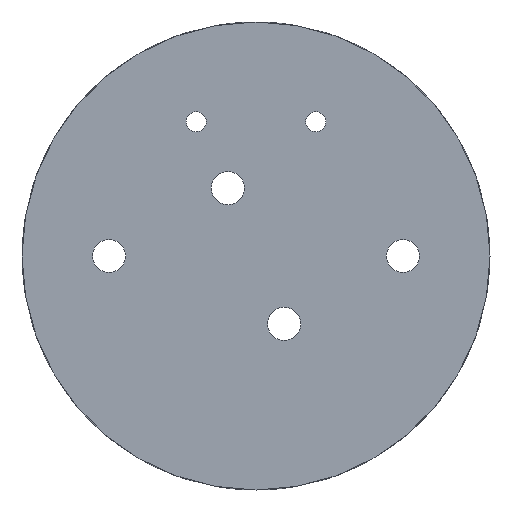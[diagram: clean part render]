
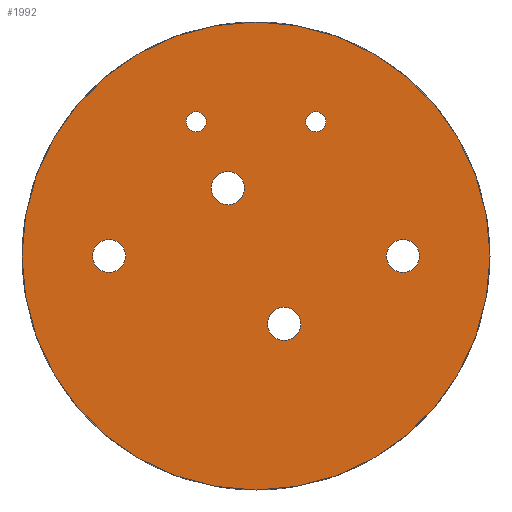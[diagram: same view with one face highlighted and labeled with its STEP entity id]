
A CAD part, front view. The second image highlights one B-rep face of the part: STEP entity #1992.
In plain terms, the highlighted planar face has unit normal (0, -1, 0).
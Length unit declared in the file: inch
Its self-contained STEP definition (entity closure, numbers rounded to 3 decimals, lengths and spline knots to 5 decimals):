
#31 = DIRECTION ( 'NONE',  ( 0., -1., 0. ) ) ;
#37 = EDGE_LOOP ( 'NONE', ( #862, #2322 ) ) ;
#41 = ORIENTED_EDGE ( 'NONE', *, *, #873, .F. ) ;
#57 = CARTESIAN_POINT ( 'NONE',  ( -0.50842, -0.08, 1.05718 ) ) ;
#75 = CARTESIAN_POINT ( 'NONE',  ( 0.50842, -0.08, 1.22668 ) ) ;
#92 = CARTESIAN_POINT ( 'NONE',  ( -1.25, -0.08, 0.1406 ) ) ;
#99 = AXIS2_PLACEMENT_3D ( 'NONE', #2206, #1047, #2948 ) ;
#161 = DIRECTION ( 'NONE',  ( 0., -1., 0. ) ) ;
#219 = EDGE_CURVE ( 'NONE', #1180, #1305, #2028, .T. ) ;
#275 = EDGE_CURVE ( 'NONE', #2407, #738, #3001, .T. ) ;
#299 = VERTEX_POINT ( 'NONE', #797 ) ;
#327 = DIRECTION ( 'NONE',  ( 0., -1., 0. ) ) ;
#360 = DIRECTION ( 'NONE',  ( 0., -1., 0. ) ) ;
#394 = AXIS2_PLACEMENT_3D ( 'NONE', #2011, #861, #2061 ) ;
#416 = DIRECTION ( 'NONE',  ( 0., 0., -1. ) ) ;
#417 = AXIS2_PLACEMENT_3D ( 'NONE', #795, #327, #2493 ) ;
#455 = DIRECTION ( 'NONE',  ( 0., -1., 0. ) ) ;
#463 = AXIS2_PLACEMENT_3D ( 'NONE', #978, #1466, #2687 ) ;
#464 = DIRECTION ( 'NONE',  ( 0., 0., -1. ) ) ;
#517 = CARTESIAN_POINT ( 'NONE',  ( -1.25, -0.08, -0.1406 ) ) ;
#526 = DIRECTION ( 'NONE',  ( 0., 0., -1. ) ) ;
#543 = CARTESIAN_POINT ( 'NONE',  ( 0., -0.08, -1.99 ) ) ;
#550 = CIRCLE ( 'NONE', #1829, 0.08475 ) ;
#582 = VERTEX_POINT ( 'NONE', #716 ) ;
#601 = ORIENTED_EDGE ( 'NONE', *, *, #646, .F. ) ;
#609 = CIRCLE ( 'NONE', #1674, 0.08475 ) ;
#610 = CIRCLE ( 'NONE', #2384, 0.1406 ) ;
#618 = ORIENTED_EDGE ( 'NONE', *, *, #910, .T. ) ;
#620 = EDGE_CURVE ( 'NONE', #1158, #1705, #610, .T. ) ;
#646 = EDGE_CURVE ( 'NONE', #2583, #2632, #2642, .T. ) ;
#672 = DIRECTION ( 'NONE',  ( 0., -1., 0. ) ) ;
#682 = EDGE_CURVE ( 'NONE', #850, #1714, #550, .T. ) ;
#711 = CIRCLE ( 'NONE', #417, 0.1406 ) ;
#716 = CARTESIAN_POINT ( 'NONE',  ( 1.25, -0.08, -0.1406 ) ) ;
#731 = ORIENTED_EDGE ( 'NONE', *, *, #620, .F. ) ;
#738 = VERTEX_POINT ( 'NONE', #75 ) ;
#743 = CIRCLE ( 'NONE', #394, 0.1406 ) ;
#757 = DIRECTION ( 'NONE',  ( 0., 0., -1. ) ) ;
#788 = ORIENTED_EDGE ( 'NONE', *, *, #2851, .F. ) ;
#792 = DIRECTION ( 'NONE',  ( 0., -1., 0. ) ) ;
#795 = CARTESIAN_POINT ( 'NONE',  ( 1.25, -0.08, 0. ) ) ;
#797 = CARTESIAN_POINT ( 'NONE',  ( 1.25, -0.08, 0.1406 ) ) ;
#799 = AXIS2_PLACEMENT_3D ( 'NONE', #3090, #161, #464 ) ;
#850 = VERTEX_POINT ( 'NONE', #57 ) ;
#861 = DIRECTION ( 'NONE',  ( 0., -1., 0. ) ) ;
#862 = ORIENTED_EDGE ( 'NONE', *, *, #1085, .F. ) ;
#873 = EDGE_CURVE ( 'NONE', #1705, #1158, #1029, .T. ) ;
#899 = DIRECTION ( 'NONE',  ( 0., -1., 0. ) ) ;
#910 = EDGE_CURVE ( 'NONE', #1305, #1180, #2543, .T. ) ;
#917 = AXIS2_PLACEMENT_3D ( 'NONE', #2404, #455, #1402 ) ;
#976 = CIRCLE ( 'NONE', #2597, 0.1406 ) ;
#978 = CARTESIAN_POINT ( 'NONE',  ( 0.23918, -0.08, -0.57742 ) ) ;
#1009 = EDGE_LOOP ( 'NONE', ( #2933, #618 ) ) ;
#1029 = CIRCLE ( 'NONE', #1725, 0.1406 ) ;
#1047 = DIRECTION ( 'NONE',  ( 0., -1., 0. ) ) ;
#1085 = EDGE_CURVE ( 'NONE', #2406, #2826, #1423, .T. ) ;
#1118 = FACE_OUTER_BOUND ( 'NONE', #1009, .T. ) ;
#1137 = FACE_BOUND ( 'NONE', #3104, .T. ) ;
#1158 = VERTEX_POINT ( 'NONE', #517 ) ;
#1180 = VERTEX_POINT ( 'NONE', #543 ) ;
#1182 = FACE_BOUND ( 'NONE', #2971, .T. ) ;
#1233 = CARTESIAN_POINT ( 'NONE',  ( -0.50842, -0.08, 1.14193 ) ) ;
#1305 = VERTEX_POINT ( 'NONE', #2998 ) ;
#1352 = CARTESIAN_POINT ( 'NONE',  ( -0.23918, -0.08, 0.43682 ) ) ;
#1402 = DIRECTION ( 'NONE',  ( 0., 0., -1. ) ) ;
#1418 = ORIENTED_EDGE ( 'NONE', *, *, #682, .F. ) ;
#1420 = ORIENTED_EDGE ( 'NONE', *, *, #3081, .F. ) ;
#1423 = CIRCLE ( 'NONE', #917, 0.1406 ) ;
#1462 = EDGE_LOOP ( 'NONE', ( #41, #731 ) ) ;
#1466 = DIRECTION ( 'NONE',  ( 0., -1., 0. ) ) ;
#1470 = EDGE_CURVE ( 'NONE', #1714, #850, #609, .T. ) ;
#1557 = CARTESIAN_POINT ( 'NONE',  ( 0.23918, -0.08, -0.71802 ) ) ;
#1599 = DIRECTION ( 'NONE',  ( 0., 0., -1. ) ) ;
#1656 = CARTESIAN_POINT ( 'NONE',  ( 0.23918, -0.08, -0.43682 ) ) ;
#1674 = AXIS2_PLACEMENT_3D ( 'NONE', #1881, #672, #2358 ) ;
#1698 = DIRECTION ( 'NONE',  ( 0., -1., 0. ) ) ;
#1705 = VERTEX_POINT ( 'NONE', #92 ) ;
#1714 = VERTEX_POINT ( 'NONE', #3026 ) ;
#1725 = AXIS2_PLACEMENT_3D ( 'NONE', #2934, #2722, #757 ) ;
#1732 = EDGE_CURVE ( 'NONE', #299, #582, #711, .T. ) ;
#1829 = AXIS2_PLACEMENT_3D ( 'NONE', #1233, #1698, #2229 ) ;
#1848 = DIRECTION ( 'NONE',  ( 0., 0., -1. ) ) ;
#1881 = CARTESIAN_POINT ( 'NONE',  ( -0.50842, -0.08, 1.14193 ) ) ;
#1992 = ADVANCED_FACE ( 'NONE', ( #1137, #1182, #2147, #1118, #3118, #2636, #2086 ), #3061, .T. ) ;
#2011 = CARTESIAN_POINT ( 'NONE',  ( -0.23918, -0.08, 0.57742 ) ) ;
#2028 = CIRCLE ( 'NONE', #99, 1.99 ) ;
#2061 = DIRECTION ( 'NONE',  ( 0., 0., -1. ) ) ;
#2086 = FACE_BOUND ( 'NONE', #3144, .T. ) ;
#2097 = DIRECTION ( 'NONE',  ( 0., -1., 0. ) ) ;
#2100 = EDGE_LOOP ( 'NONE', ( #2395, #601 ) ) ;
#2125 = EDGE_CURVE ( 'NONE', #2632, #2583, #976, .T. ) ;
#2147 = FACE_BOUND ( 'NONE', #37, .T. ) ;
#2161 = DIRECTION ( 'NONE',  ( 0., 0., -1. ) ) ;
#2206 = CARTESIAN_POINT ( 'NONE',  ( 0., -0.08, 0. ) ) ;
#2229 = DIRECTION ( 'NONE',  ( 0., 0., -1. ) ) ;
#2284 = DIRECTION ( 'NONE',  ( 0., -1., 0. ) ) ;
#2322 = ORIENTED_EDGE ( 'NONE', *, *, #2504, .F. ) ;
#2334 = CARTESIAN_POINT ( 'NONE',  ( 0.23918, -0.08, -0.57742 ) ) ;
#2358 = DIRECTION ( 'NONE',  ( 0., 0., -1. ) ) ;
#2368 = CIRCLE ( 'NONE', #799, 0.08475 ) ;
#2384 = AXIS2_PLACEMENT_3D ( 'NONE', #2972, #792, #2908 ) ;
#2395 = ORIENTED_EDGE ( 'NONE', *, *, #2125, .F. ) ;
#2404 = CARTESIAN_POINT ( 'NONE',  ( -0.23918, -0.08, 0.57742 ) ) ;
#2406 = VERTEX_POINT ( 'NONE', #2700 ) ;
#2407 = VERTEX_POINT ( 'NONE', #3129 ) ;
#2493 = DIRECTION ( 'NONE',  ( 0., 0., -1. ) ) ;
#2500 = ORIENTED_EDGE ( 'NONE', *, *, #275, .F. ) ;
#2504 = EDGE_CURVE ( 'NONE', #2826, #2406, #743, .T. ) ;
#2521 = AXIS2_PLACEMENT_3D ( 'NONE', #2778, #360, #1848 ) ;
#2543 = CIRCLE ( 'NONE', #2734, 1.99 ) ;
#2582 = CARTESIAN_POINT ( 'NONE',  ( 0., -0.08, 0. ) ) ;
#2583 = VERTEX_POINT ( 'NONE', #1557 ) ;
#2597 = AXIS2_PLACEMENT_3D ( 'NONE', #2334, #2097, #416 ) ;
#2632 = VERTEX_POINT ( 'NONE', #1656 ) ;
#2636 = FACE_BOUND ( 'NONE', #1462, .T. ) ;
#2642 = CIRCLE ( 'NONE', #463, 0.1406 ) ;
#2687 = DIRECTION ( 'NONE',  ( 0., 0., -1. ) ) ;
#2694 = AXIS2_PLACEMENT_3D ( 'NONE', #3076, #899, #2161 ) ;
#2700 = CARTESIAN_POINT ( 'NONE',  ( -0.23918, -0.08, 0.71802 ) ) ;
#2704 = CARTESIAN_POINT ( 'NONE',  ( 0.50842, -0.08, 1.14193 ) ) ;
#2722 = DIRECTION ( 'NONE',  ( 0., -1., 0. ) ) ;
#2734 = AXIS2_PLACEMENT_3D ( 'NONE', #2582, #2284, #1599 ) ;
#2772 = CIRCLE ( 'NONE', #2521, 0.1406 ) ;
#2778 = CARTESIAN_POINT ( 'NONE',  ( 1.25, -0.08, 0. ) ) ;
#2826 = VERTEX_POINT ( 'NONE', #1352 ) ;
#2851 = EDGE_CURVE ( 'NONE', #582, #299, #2772, .T. ) ;
#2908 = DIRECTION ( 'NONE',  ( 0., 0., -1. ) ) ;
#2933 = ORIENTED_EDGE ( 'NONE', *, *, #219, .T. ) ;
#2934 = CARTESIAN_POINT ( 'NONE',  ( -1.25, -0.08, 0. ) ) ;
#2948 = DIRECTION ( 'NONE',  ( 0., 0., -1. ) ) ;
#2971 = EDGE_LOOP ( 'NONE', ( #3040, #788 ) ) ;
#2972 = CARTESIAN_POINT ( 'NONE',  ( -1.25, -0.08, 0. ) ) ;
#2998 = CARTESIAN_POINT ( 'NONE',  ( 0., -0.08, 1.99 ) ) ;
#3001 = CIRCLE ( 'NONE', #3102, 0.08475 ) ;
#3026 = CARTESIAN_POINT ( 'NONE',  ( -0.50842, -0.08, 1.22668 ) ) ;
#3027 = ORIENTED_EDGE ( 'NONE', *, *, #1470, .F. ) ;
#3040 = ORIENTED_EDGE ( 'NONE', *, *, #1732, .F. ) ;
#3061 = PLANE ( 'NONE',  #2694 ) ;
#3076 = CARTESIAN_POINT ( 'NONE',  ( 0., -0.08, 0. ) ) ;
#3081 = EDGE_CURVE ( 'NONE', #738, #2407, #2368, .T. ) ;
#3090 = CARTESIAN_POINT ( 'NONE',  ( 0.50842, -0.08, 1.14193 ) ) ;
#3102 = AXIS2_PLACEMENT_3D ( 'NONE', #2704, #31, #526 ) ;
#3104 = EDGE_LOOP ( 'NONE', ( #1420, #2500 ) ) ;
#3118 = FACE_BOUND ( 'NONE', #2100, .T. ) ;
#3129 = CARTESIAN_POINT ( 'NONE',  ( 0.50842, -0.08, 1.05718 ) ) ;
#3144 = EDGE_LOOP ( 'NONE', ( #3027, #1418 ) ) ;
